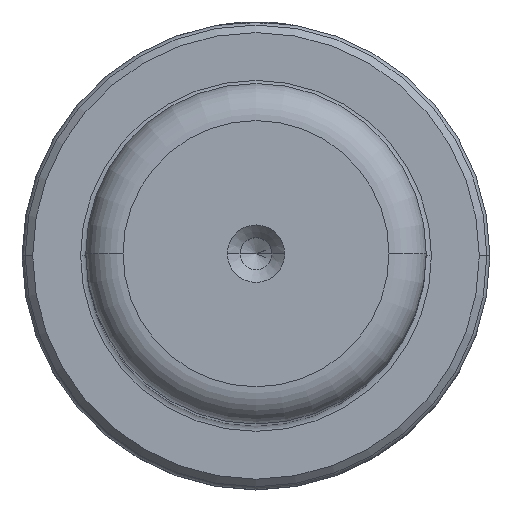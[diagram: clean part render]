
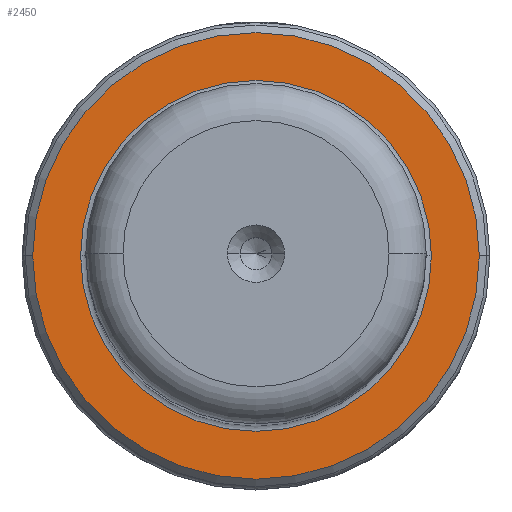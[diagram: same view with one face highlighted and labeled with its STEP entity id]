
A CAD part, top view. The second image highlights one B-rep face of the part: STEP entity #2450.
In plain terms, the highlighted planar face has unit normal (0, 0, 1).
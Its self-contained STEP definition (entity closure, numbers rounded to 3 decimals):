
#50 = CARTESIAN_POINT ( 'NONE',  ( 0., 0., 33. ) ) ;
#120 = AXIS2_PLACEMENT_3D ( 'NONE', #2756, #1668, #1463 ) ;
#205 = DIRECTION ( 'NONE',  ( 1., 0., 0. ) ) ;
#280 = EDGE_CURVE ( 'NONE', #2250, #2126, #3074, .T. ) ;
#385 = ORIENTED_EDGE ( 'NONE', *, *, #1231, .T. ) ;
#399 = AXIS2_PLACEMENT_3D ( 'NONE', #1521, #2782, #1452 ) ;
#787 = CARTESIAN_POINT ( 'NONE',  ( 21., 0., 33. ) ) ;
#944 = VERTEX_POINT ( 'NONE', #1893 ) ;
#984 = CIRCLE ( 'NONE', #120, 16.5 ) ;
#1123 = DIRECTION ( 'NONE',  ( -1., 0., 0. ) ) ;
#1202 = CARTESIAN_POINT ( 'NONE',  ( 0., 0., 33. ) ) ;
#1231 = EDGE_CURVE ( 'NONE', #2126, #2250, #1991, .T. ) ;
#1235 = EDGE_CURVE ( 'NONE', #944, #1410, #3035, .T. ) ;
#1363 = DIRECTION ( 'NONE',  ( 1., 0., 0. ) ) ;
#1393 = ORIENTED_EDGE ( 'NONE', *, *, #3004, .T. ) ;
#1410 = VERTEX_POINT ( 'NONE', #2041 ) ;
#1422 = CARTESIAN_POINT ( 'NONE',  ( 0., 0., 33. ) ) ;
#1452 = DIRECTION ( 'NONE',  ( 1., 0., 0. ) ) ;
#1463 = DIRECTION ( 'NONE',  ( -1., 0., 0. ) ) ;
#1521 = CARTESIAN_POINT ( 'NONE',  ( 0., 0., 33. ) ) ;
#1531 = PLANE ( 'NONE',  #2935 ) ;
#1668 = DIRECTION ( 'NONE',  ( 0., 0., -1. ) ) ;
#1893 = CARTESIAN_POINT ( 'NONE',  ( 16.5, 0., 33. ) ) ;
#1991 = CIRCLE ( 'NONE', #2532, 21. ) ;
#1996 = EDGE_LOOP ( 'NONE', ( #2653, #385 ) ) ;
#2041 = CARTESIAN_POINT ( 'NONE',  ( -16.5, 0., 33. ) ) ;
#2085 = CARTESIAN_POINT ( 'NONE',  ( -21., 0., 33. ) ) ;
#2126 = VERTEX_POINT ( 'NONE', #787 ) ;
#2193 = EDGE_LOOP ( 'NONE', ( #1393, #3066 ) ) ;
#2250 = VERTEX_POINT ( 'NONE', #2085 ) ;
#2313 = FACE_OUTER_BOUND ( 'NONE', #1996, .T. ) ;
#2425 = DIRECTION ( 'NONE',  ( 0., 0., 1. ) ) ;
#2450 = ADVANCED_FACE ( 'NONE', ( #2581, #2313 ), #1531, .T. ) ;
#2532 = AXIS2_PLACEMENT_3D ( 'NONE', #1422, #2425, #1363 ) ;
#2581 = FACE_BOUND ( 'NONE', #2193, .T. ) ;
#2653 = ORIENTED_EDGE ( 'NONE', *, *, #280, .T. ) ;
#2756 = CARTESIAN_POINT ( 'NONE',  ( 0., 0., 33. ) ) ;
#2782 = DIRECTION ( 'NONE',  ( 0., 0., 1. ) ) ;
#2792 = DIRECTION ( 'NONE',  ( 0., 0., 1. ) ) ;
#2817 = AXIS2_PLACEMENT_3D ( 'NONE', #50, #3224, #1123 ) ;
#2935 = AXIS2_PLACEMENT_3D ( 'NONE', #1202, #2792, #205 ) ;
#3004 = EDGE_CURVE ( 'NONE', #1410, #944, #984, .T. ) ;
#3035 = CIRCLE ( 'NONE', #2817, 16.5 ) ;
#3066 = ORIENTED_EDGE ( 'NONE', *, *, #1235, .T. ) ;
#3074 = CIRCLE ( 'NONE', #399, 21. ) ;
#3224 = DIRECTION ( 'NONE',  ( 0., 0., -1. ) ) ;
